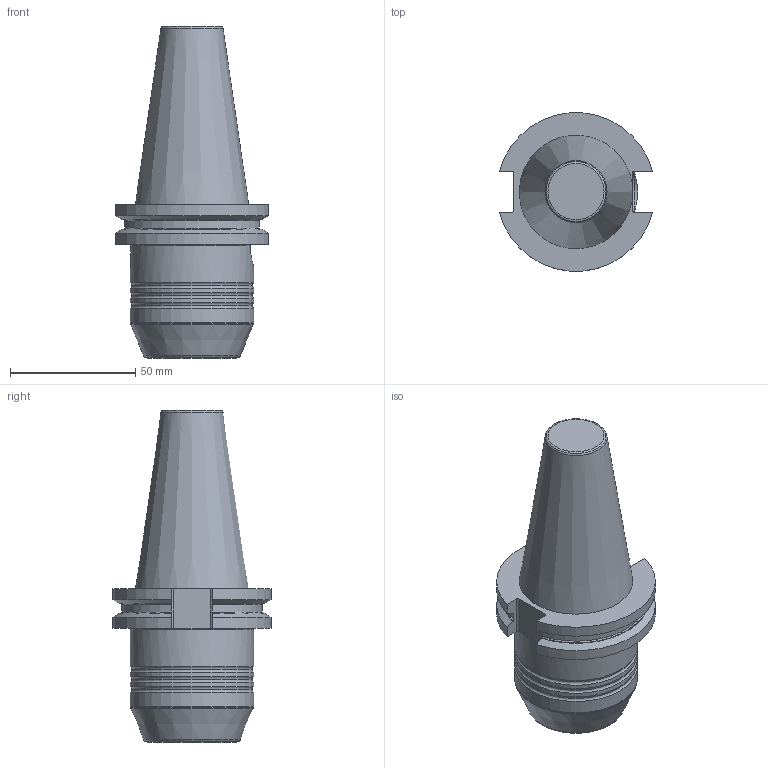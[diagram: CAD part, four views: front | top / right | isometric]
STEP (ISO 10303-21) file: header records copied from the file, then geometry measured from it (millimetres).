
FILE_DESCRIPTION(/* description */ (''),/* implementation_level */ '2;1');
FILE_NAME(/* name */ 'CAT40ADB-HCR20-064_Basic.stp',/* time_stamp */ '2022-07-04T10:54:17+05:00',/* author */ (''),/* organization */ (''),/* preprocessor_version */ 'ST-DEVELOPER v16.7',/* originating_system */ 'SIEMENS PLM Software NX 12.0',/* authorisation */ '');
FILE_SCHEMA (('AUTOMOTIVE_DESIGN { 1 0 10303 214 3 1 1 1 }'));
Length unit declared in the file: millimetre
Products named in the file (1): inpu9A94AA24fxur
Bounding box: 61.35 x 63.26 x 132.75 mm (x, y, z)
Volume: 178303.4 mm3; surface area: 26187.2 mm2
Topology: 1 solids, 1 shells, 58 faces, 150 edges, 98 vertices
Faces by surface type: torus 18, cylinder 18, plane 16, cone 6
Full cylindrical faces by diameter (mm): 20 x1, 49.25 x4
Entity records: 1834 total; most frequent: CARTESIAN_POINT 483, DIRECTION 279, ORIENTED_EDGE 244, EDGE_CURVE 122, AXIS2_PLACEMENT_3D 118, VERTEX_POINT 86, EDGE_LOOP 78, ADVANCED_FACE 58
